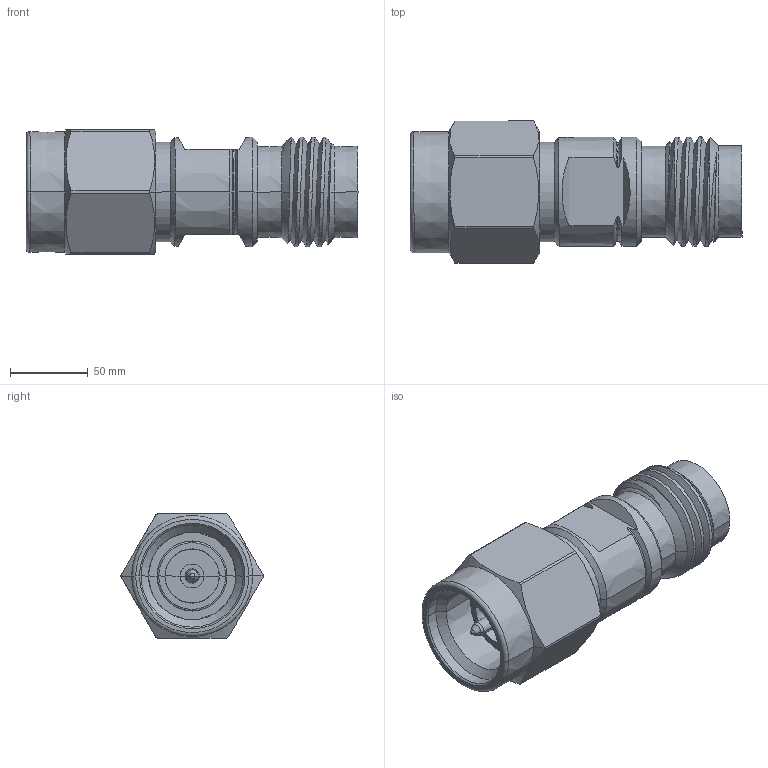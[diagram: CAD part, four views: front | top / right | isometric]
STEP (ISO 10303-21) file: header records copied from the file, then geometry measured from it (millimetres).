
FILE_DESCRIPTION (( 'STEP AP214' ), '1' );
FILE_NAME ('3.5-2.4-JK.STEP', '2023-11-28T15:58:02', ( '' ), ( '' ), 'SwSTEP 2.0', 'SolidWorks 2016', '' );
FILE_SCHEMA (( 'AUTOMOTIVE_DESIGN' ));
Length unit declared in the file: millimetre
Products named in the file (1): 3.5-2.4-JK
Bounding box: 214.12 x 91.69 x 80 mm (x, y, z)
Volume: 644873.2 mm3; surface area: 101294.2 mm2
Topology: 1 solids, 1 shells, 146 faces, 334 edges, 186 vertices
Faces by surface type: cone 118, torus 14, plane 12, bspline 2
Entity records: 6414 total; most frequent: CARTESIAN_POINT 3204, DIRECTION 689, ORIENTED_EDGE 660, EDGE_CURVE 330, AXIS2_PLACEMENT_3D 289, VERTEX_POINT 186, EDGE_LOOP 146, ADVANCED_FACE 146
